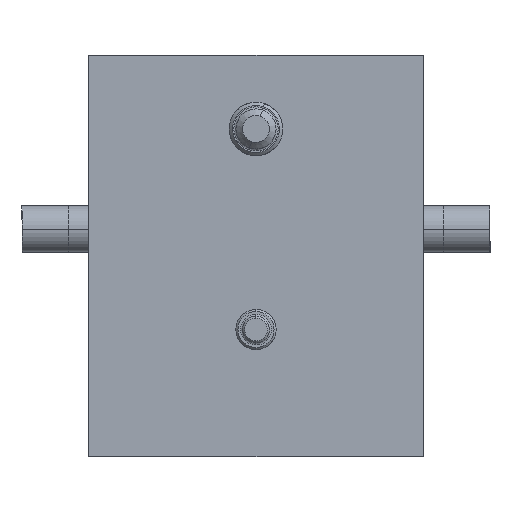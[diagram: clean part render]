
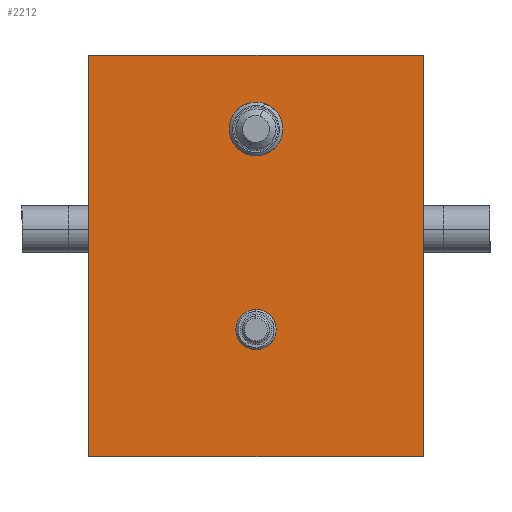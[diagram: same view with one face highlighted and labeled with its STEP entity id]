
A CAD part, left-side view. The second image highlights one B-rep face of the part: STEP entity #2212.
In plain terms, the highlighted planar face has unit normal (-1, 0, 0).
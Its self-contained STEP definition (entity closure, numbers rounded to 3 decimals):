
#19 = AXIS2_PLACEMENT_3D ( 'NONE', #6156, #10064, #2447 ) ;
#627 = CARTESIAN_POINT ( 'NONE',  ( -85., 0., 53. ) ) ;
#674 = EDGE_CURVE ( 'NONE', #8329, #8976, #11744, .T. ) ;
#741 = CARTESIAN_POINT ( 'NONE',  ( -85., -25., 0. ) ) ;
#794 = DIRECTION ( 'NONE',  ( -1., 0., 0. ) ) ;
#827 = VERTEX_POINT ( 'NONE', #1669 ) ;
#896 = CARTESIAN_POINT ( 'NONE',  ( -85., -25., 6. ) ) ;
#1014 = AXIS2_PLACEMENT_3D ( 'NONE', #7272, #2298, #1336 ) ;
#1037 = DIRECTION ( 'NONE',  ( -1., 0., 0. ) ) ;
#1219 = EDGE_LOOP ( 'NONE', ( #1884, #9152 ) ) ;
#1276 = FACE_OUTER_BOUND ( 'NONE', #2348, .T. ) ;
#1336 = DIRECTION ( 'NONE',  ( 0., 0., -1. ) ) ;
#1497 = CIRCLE ( 'NONE', #10493, 4. ) ;
#1669 = CARTESIAN_POINT ( 'NONE',  ( -85., 25., 60. ) ) ;
#1884 = ORIENTED_EDGE ( 'NONE', *, *, #3017, .F. ) ;
#2105 = FACE_BOUND ( 'NONE', #1219, .T. ) ;
#2212 = ADVANCED_FACE ( 'NONE', ( #2105, #4280, #1276 ), #10095, .F. ) ;
#2262 = VERTEX_POINT ( 'NONE', #8165 ) ;
#2298 = DIRECTION ( 'NONE',  ( 1., 0., 0. ) ) ;
#2348 = EDGE_LOOP ( 'NONE', ( #2591, #4545, #3613, #3908 ) ) ;
#2447 = DIRECTION ( 'NONE',  ( 0., 0., 1. ) ) ;
#2591 = ORIENTED_EDGE ( 'NONE', *, *, #674, .T. ) ;
#2650 = CARTESIAN_POINT ( 'NONE',  ( -85., 0., 19. ) ) ;
#2803 = VECTOR ( 'NONE', #10154, 1000. ) ;
#3017 = EDGE_CURVE ( 'NONE', #4867, #8590, #1497, .T. ) ;
#3298 = EDGE_LOOP ( 'NONE', ( #4704, #7972 ) ) ;
#3551 = DIRECTION ( 'NONE',  ( 0., 0., 1. ) ) ;
#3611 = DIRECTION ( 'NONE',  ( -1., 0., 0. ) ) ;
#3613 = ORIENTED_EDGE ( 'NONE', *, *, #5752, .F. ) ;
#3704 = EDGE_CURVE ( 'NONE', #5734, #5908, #11058, .T. ) ;
#3908 = ORIENTED_EDGE ( 'NONE', *, *, #11203, .T. ) ;
#4280 = FACE_BOUND ( 'NONE', #3298, .T. ) ;
#4545 = ORIENTED_EDGE ( 'NONE', *, *, #4560, .F. ) ;
#4560 = EDGE_CURVE ( 'NONE', #2262, #8976, #8748, .T. ) ;
#4704 = ORIENTED_EDGE ( 'NONE', *, *, #3704, .F. ) ;
#4867 = VERTEX_POINT ( 'NONE', #627 ) ;
#5109 = LINE ( 'NONE', #11965, #10595 ) ;
#5734 = VERTEX_POINT ( 'NONE', #10094 ) ;
#5752 = EDGE_CURVE ( 'NONE', #827, #2262, #5109, .T. ) ;
#5908 = VERTEX_POINT ( 'NONE', #9393 ) ;
#6156 = CARTESIAN_POINT ( 'NONE',  ( -85., 0., 19. ) ) ;
#6468 = CIRCLE ( 'NONE', #12203, 4. ) ;
#7272 = CARTESIAN_POINT ( 'NONE',  ( -85., -25., 6. ) ) ;
#7665 = CIRCLE ( 'NONE', #12571, 3. ) ;
#7866 = EDGE_CURVE ( 'NONE', #5908, #5734, #7665, .T. ) ;
#7972 = ORIENTED_EDGE ( 'NONE', *, *, #7866, .F. ) ;
#8038 = CARTESIAN_POINT ( 'NONE',  ( -85., 25., 6. ) ) ;
#8099 = LINE ( 'NONE', #8038, #2803 ) ;
#8165 = CARTESIAN_POINT ( 'NONE',  ( -85., -25., 60. ) ) ;
#8174 = VECTOR ( 'NONE', #12444, 1000. ) ;
#8329 = VERTEX_POINT ( 'NONE', #9908 ) ;
#8590 = VERTEX_POINT ( 'NONE', #10907 ) ;
#8624 = VECTOR ( 'NONE', #9592, 1000. ) ;
#8748 = LINE ( 'NONE', #896, #8624 ) ;
#8976 = VERTEX_POINT ( 'NONE', #9943 ) ;
#9152 = ORIENTED_EDGE ( 'NONE', *, *, #10655, .F. ) ;
#9393 = CARTESIAN_POINT ( 'NONE',  ( -85., 0., 16. ) ) ;
#9434 = CARTESIAN_POINT ( 'NONE',  ( -85., 0., 49. ) ) ;
#9499 = DIRECTION ( 'NONE',  ( 0., 0., 1. ) ) ;
#9592 = DIRECTION ( 'NONE',  ( 0., 0., -1. ) ) ;
#9851 = DIRECTION ( 'NONE',  ( 0., -1., 0. ) ) ;
#9908 = CARTESIAN_POINT ( 'NONE',  ( -85., 25., 0. ) ) ;
#9943 = CARTESIAN_POINT ( 'NONE',  ( -85., -25., 0. ) ) ;
#10064 = DIRECTION ( 'NONE',  ( -1., 0., 0. ) ) ;
#10094 = CARTESIAN_POINT ( 'NONE',  ( -85., 0., 22. ) ) ;
#10095 = PLANE ( 'NONE',  #1014 ) ;
#10154 = DIRECTION ( 'NONE',  ( 0., 0., -1. ) ) ;
#10493 = AXIS2_PLACEMENT_3D ( 'NONE', #9434, #3611, #3551 ) ;
#10595 = VECTOR ( 'NONE', #9851, 1000. ) ;
#10655 = EDGE_CURVE ( 'NONE', #8590, #4867, #6468, .T. ) ;
#10880 = DIRECTION ( 'NONE',  ( 0., 0., 1. ) ) ;
#10907 = CARTESIAN_POINT ( 'NONE',  ( -85., 0., 45. ) ) ;
#11058 = CIRCLE ( 'NONE', #19, 3. ) ;
#11203 = EDGE_CURVE ( 'NONE', #827, #8329, #8099, .T. ) ;
#11600 = CARTESIAN_POINT ( 'NONE',  ( -85., 0., 49. ) ) ;
#11744 = LINE ( 'NONE', #741, #8174 ) ;
#11965 = CARTESIAN_POINT ( 'NONE',  ( -85., 25., 60. ) ) ;
#12203 = AXIS2_PLACEMENT_3D ( 'NONE', #11600, #1037, #10880 ) ;
#12444 = DIRECTION ( 'NONE',  ( 0., -1., 0. ) ) ;
#12571 = AXIS2_PLACEMENT_3D ( 'NONE', #2650, #794, #9499 ) ;
